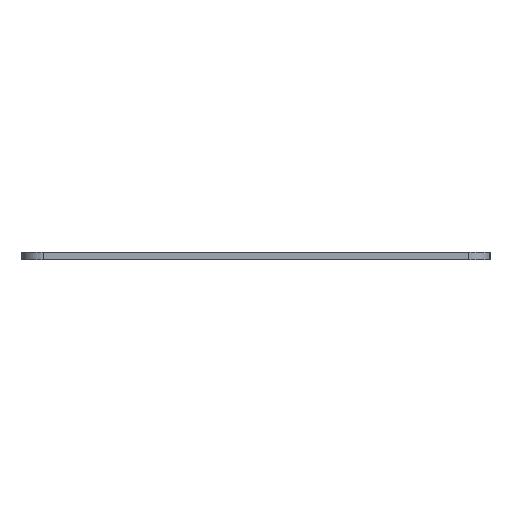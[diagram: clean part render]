
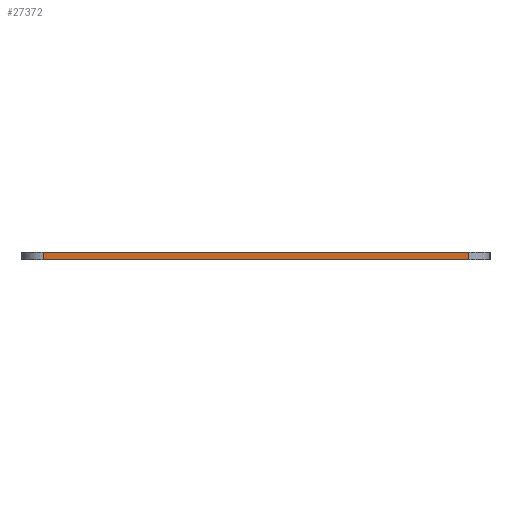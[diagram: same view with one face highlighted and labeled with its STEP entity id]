
A CAD part, left-side view. The second image highlights one B-rep face of the part: STEP entity #27372.
In plain terms, the highlighted planar face has unit normal (-1, 0, 0).
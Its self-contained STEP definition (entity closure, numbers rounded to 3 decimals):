
#55 = CYLINDRICAL_SURFACE('',#56,4.763);
#56 = AXIS2_PLACEMENT_3D('',#57,#58,#59);
#57 = CARTESIAN_POINT('',(28.575,-157.163,0.));
#58 = DIRECTION('',(-0.,-0.,-1.));
#59 = DIRECTION('',(1.,0.,-0.));
#83 = PLANE('',#84);
#84 = AXIS2_PLACEMENT_3D('',#85,#86,#87);
#85 = CARTESIAN_POINT('',(171.45,-109.538,1.6));
#86 = DIRECTION('',(0.,0.,1.));
#87 = DIRECTION('',(1.,0.,-0.));
#137 = PLANE('',#138);
#138 = AXIS2_PLACEMENT_3D('',#139,#140,#141);
#139 = CARTESIAN_POINT('',(171.45,-109.538,0.));
#140 = DIRECTION('',(0.,0.,1.));
#141 = DIRECTION('',(1.,0.,-0.));
#152 = EDGE_CURVE('',#153,#155,#157,.T.);
#153 = VERTEX_POINT('',#154);
#154 = CARTESIAN_POINT('',(23.813,-157.163,0.));
#155 = VERTEX_POINT('',#156);
#156 = CARTESIAN_POINT('',(23.813,-157.163,1.6));
#157 = SURFACE_CURVE('',#158,(#162,#169),.PCURVE_S1.);
#158 = LINE('',#159,#160);
#159 = CARTESIAN_POINT('',(23.813,-157.163,0.));
#160 = VECTOR('',#161,1.);
#161 = DIRECTION('',(0.,0.,1.));
#162 = PCURVE('',#55,#163);
#163 = DEFINITIONAL_REPRESENTATION('',(#164),#168);
#164 = LINE('',#165,#166);
#165 = CARTESIAN_POINT('',(-3.142,0.));
#166 = VECTOR('',#167,1.);
#167 = DIRECTION('',(-0.,-1.));
#168 = ( GEOMETRIC_REPRESENTATION_CONTEXT(2) 
PARAMETRIC_REPRESENTATION_CONTEXT() REPRESENTATION_CONTEXT('2D SPACE',''
  ) );
#169 = PCURVE('',#170,#175);
#170 = PLANE('',#171);
#171 = AXIS2_PLACEMENT_3D('',#172,#173,#174);
#172 = CARTESIAN_POINT('',(23.813,-61.913,0.));
#173 = DIRECTION('',(1.,0.,-0.));
#174 = DIRECTION('',(0.,-1.,0.));
#175 = DEFINITIONAL_REPRESENTATION('',(#176),#180);
#176 = LINE('',#177,#178);
#177 = CARTESIAN_POINT('',(95.25,0.));
#178 = VECTOR('',#179,1.);
#179 = DIRECTION('',(0.,-1.));
#180 = ( GEOMETRIC_REPRESENTATION_CONTEXT(2) 
PARAMETRIC_REPRESENTATION_CONTEXT() REPRESENTATION_CONTEXT('2D SPACE',''
  ) );
#391 = VERTEX_POINT('',#392);
#392 = CARTESIAN_POINT('',(23.813,-61.913,0.));
#407 = CYLINDRICAL_SURFACE('',#408,4.763);
#408 = AXIS2_PLACEMENT_3D('',#409,#410,#411);
#409 = CARTESIAN_POINT('',(28.575,-61.913,0.));
#410 = DIRECTION('',(-0.,-0.,-1.));
#411 = DIRECTION('',(1.,0.,-0.));
#419 = EDGE_CURVE('',#391,#153,#420,.T.);
#420 = SURFACE_CURVE('',#421,(#425,#432),.PCURVE_S1.);
#421 = LINE('',#422,#423);
#422 = CARTESIAN_POINT('',(23.813,-61.913,0.));
#423 = VECTOR('',#424,1.);
#424 = DIRECTION('',(0.,-1.,0.));
#425 = PCURVE('',#137,#426);
#426 = DEFINITIONAL_REPRESENTATION('',(#427),#431);
#427 = LINE('',#428,#429);
#428 = CARTESIAN_POINT('',(-147.638,47.625));
#429 = VECTOR('',#430,1.);
#430 = DIRECTION('',(0.,-1.));
#431 = ( GEOMETRIC_REPRESENTATION_CONTEXT(2) 
PARAMETRIC_REPRESENTATION_CONTEXT() REPRESENTATION_CONTEXT('2D SPACE',''
  ) );
#432 = PCURVE('',#170,#433);
#433 = DEFINITIONAL_REPRESENTATION('',(#434),#438);
#434 = LINE('',#435,#436);
#435 = CARTESIAN_POINT('',(0.,0.));
#436 = VECTOR('',#437,1.);
#437 = DIRECTION('',(1.,0.));
#438 = ( GEOMETRIC_REPRESENTATION_CONTEXT(2) 
PARAMETRIC_REPRESENTATION_CONTEXT() REPRESENTATION_CONTEXT('2D SPACE',''
  ) );
#15110 = VERTEX_POINT('',#15111);
#15111 = CARTESIAN_POINT('',(23.813,-61.913,1.6));
#15133 = EDGE_CURVE('',#15110,#155,#15134,.T.);
#15134 = SURFACE_CURVE('',#15135,(#15139,#15146),.PCURVE_S1.);
#15135 = LINE('',#15136,#15137);
#15136 = CARTESIAN_POINT('',(23.813,-61.913,1.6));
#15137 = VECTOR('',#15138,1.);
#15138 = DIRECTION('',(0.,-1.,0.));
#15139 = PCURVE('',#83,#15140);
#15140 = DEFINITIONAL_REPRESENTATION('',(#15141),#15145);
#15141 = LINE('',#15142,#15143);
#15142 = CARTESIAN_POINT('',(-147.638,47.625));
#15143 = VECTOR('',#15144,1.);
#15144 = DIRECTION('',(0.,-1.));
#15145 = ( GEOMETRIC_REPRESENTATION_CONTEXT(2) 
PARAMETRIC_REPRESENTATION_CONTEXT() REPRESENTATION_CONTEXT('2D SPACE',''
  ) );
#15146 = PCURVE('',#170,#15147);
#15147 = DEFINITIONAL_REPRESENTATION('',(#15148),#15152);
#15148 = LINE('',#15149,#15150);
#15149 = CARTESIAN_POINT('',(0.,-1.6));
#15150 = VECTOR('',#15151,1.);
#15151 = DIRECTION('',(1.,0.));
#15152 = ( GEOMETRIC_REPRESENTATION_CONTEXT(2) 
PARAMETRIC_REPRESENTATION_CONTEXT() REPRESENTATION_CONTEXT('2D SPACE',''
  ) );
#27372 = ADVANCED_FACE('',(#27373),#170,.F.);
#27373 = FACE_BOUND('',#27374,.F.);
#27374 = EDGE_LOOP('',(#27375,#27396,#27397,#27398));
#27375 = ORIENTED_EDGE('',*,*,#27376,.T.);
#27376 = EDGE_CURVE('',#391,#15110,#27377,.T.);
#27377 = SURFACE_CURVE('',#27378,(#27382,#27389),.PCURVE_S1.);
#27378 = LINE('',#27379,#27380);
#27379 = CARTESIAN_POINT('',(23.813,-61.913,0.));
#27380 = VECTOR('',#27381,1.);
#27381 = DIRECTION('',(0.,0.,1.));
#27382 = PCURVE('',#170,#27383);
#27383 = DEFINITIONAL_REPRESENTATION('',(#27384),#27388);
#27384 = LINE('',#27385,#27386);
#27385 = CARTESIAN_POINT('',(0.,0.));
#27386 = VECTOR('',#27387,1.);
#27387 = DIRECTION('',(0.,-1.));
#27388 = ( GEOMETRIC_REPRESENTATION_CONTEXT(2) 
PARAMETRIC_REPRESENTATION_CONTEXT() REPRESENTATION_CONTEXT('2D SPACE',''
  ) );
#27389 = PCURVE('',#407,#27390);
#27390 = DEFINITIONAL_REPRESENTATION('',(#27391),#27395);
#27391 = LINE('',#27392,#27393);
#27392 = CARTESIAN_POINT('',(-3.142,0.));
#27393 = VECTOR('',#27394,1.);
#27394 = DIRECTION('',(-0.,-1.));
#27395 = ( GEOMETRIC_REPRESENTATION_CONTEXT(2) 
PARAMETRIC_REPRESENTATION_CONTEXT() REPRESENTATION_CONTEXT('2D SPACE',''
  ) );
#27396 = ORIENTED_EDGE('',*,*,#15133,.T.);
#27397 = ORIENTED_EDGE('',*,*,#152,.F.);
#27398 = ORIENTED_EDGE('',*,*,#419,.F.);
